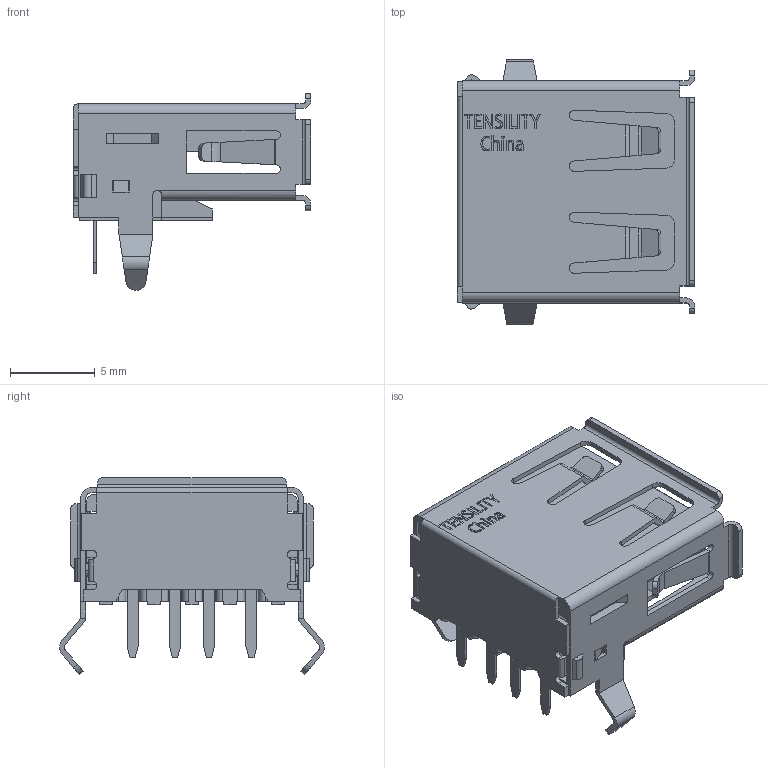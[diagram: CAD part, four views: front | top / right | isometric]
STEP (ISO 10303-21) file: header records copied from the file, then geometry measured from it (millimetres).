
FILE_DESCRIPTION (( 'STEP AP203' ), '1' );
FILE_NAME ('54-00001_revA.STEP', '2016-06-17T23:12:47', ( 'Tensility' ), ( '' ), 'SwSTEP 2.0', 'SolidWorks 2015', '' );
FILE_SCHEMA (( 'CONFIG_CONTROL_DESIGN' ));
Length unit declared in the file: millimetre
Products named in the file (7): 54-00001_pin3; 54-00001_pin4; 54-00001_shell; 54-00001_revA; 54-00001_insulator; 54-00001_pin2; 54-00001_pin1
Assembly tree (6 placements, depth 2):
  54-00001_revA
    54-00001_insulator
    54-00001_pin2
    54-00001_pin1
    54-00001_pin3
    54-00001_pin4
    54-00001_shell
Bounding box: 14 x 15.6 x 11.6 mm (x, y, z)
Volume: 577.6 mm3; surface area: 2224.4 mm2
Topology: 8 solids, 8 shells, 1026 faces, 3013 edges, 1984 vertices
Faces by surface type: plane 743, cylinder 214, bspline 57, sphere 8, torus 4
Entity records: 37132 total; most frequent: CARTESIAN_POINT 9449, ORIENTED_EDGE 6010, DIRECTION 5093, EDGE_CURVE 3005, VECTOR 2397, LINE 2397, VERTEX_POINT 1984, AXIS2_PLACEMENT_3D 1348
